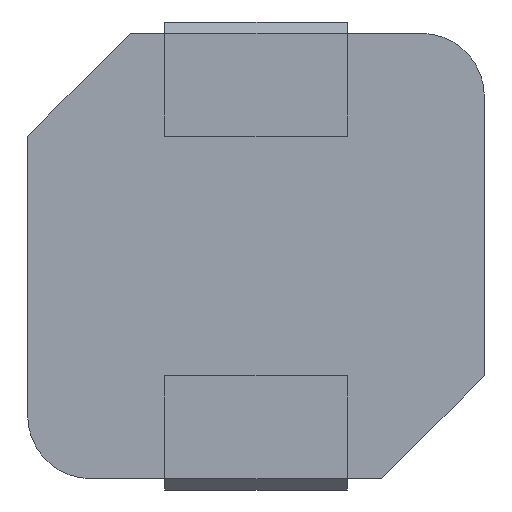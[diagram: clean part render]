
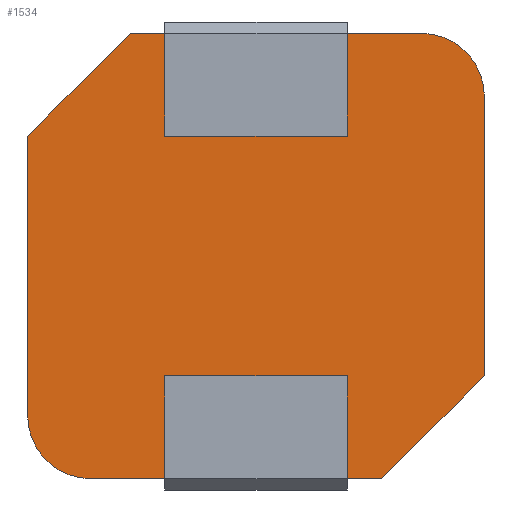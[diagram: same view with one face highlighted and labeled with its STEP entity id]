
A CAD part, front view. The second image highlights one B-rep face of the part: STEP entity #1534.
In plain terms, the highlighted planar face has unit normal (0, -1, 0).
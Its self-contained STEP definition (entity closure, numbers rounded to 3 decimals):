
#16 = CARTESIAN_POINT ( 'NONE',  ( -1.1, 0., 1.95 ) ) ;
#23 = CARTESIAN_POINT ( 'NONE',  ( -2., 0., 1.95 ) ) ;
#32 = LINE ( 'NONE', #415, #298 ) ;
#40 = EDGE_CURVE ( 'NONE', #93, #1263, #1022, .T. ) ;
#41 = DIRECTION ( 'NONE',  ( -1., 0., 0. ) ) ;
#52 = DIRECTION ( 'NONE',  ( 0., -1., 0. ) ) ;
#56 = DIRECTION ( 'NONE',  ( 0., 0., -1. ) ) ;
#69 = VECTOR ( 'NONE', #90, 1000. ) ;
#76 = VECTOR ( 'NONE', #1499, 1000. ) ;
#77 = EDGE_LOOP ( 'NONE', ( #774, #402, #1351, #429, #458, #1108, #790, #120, #1491, #839, #1134, #424, #1061, #791, #175, #1093 ) ) ;
#86 = LINE ( 'NONE', #215, #107 ) ;
#90 = DIRECTION ( 'NONE',  ( 1., 0., 0. ) ) ;
#93 = VERTEX_POINT ( 'NONE', #1555 ) ;
#107 = VECTOR ( 'NONE', #1070, 1000. ) ;
#108 = VECTOR ( 'NONE', #1243, 1000. ) ;
#120 = ORIENTED_EDGE ( 'NONE', *, *, #239, .T. ) ;
#136 = VERTEX_POINT ( 'NONE', #1141 ) ;
#146 = CIRCLE ( 'NONE', #1483, 0.55 ) ;
#149 = EDGE_CURVE ( 'NONE', #174, #812, #599, .T. ) ;
#174 = VERTEX_POINT ( 'NONE', #288 ) ;
#175 = ORIENTED_EDGE ( 'NONE', *, *, #1412, .F. ) ;
#181 = EDGE_CURVE ( 'NONE', #1413, #673, #1553, .T. ) ;
#201 = CIRCLE ( 'NONE', #703, 0.55 ) ;
#215 = CARTESIAN_POINT ( 'NONE',  ( 0.8, 0., 2.05 ) ) ;
#219 = LINE ( 'NONE', #516, #515 ) ;
#229 = VERTEX_POINT ( 'NONE', #1020 ) ;
#237 = VERTEX_POINT ( 'NONE', #1382 ) ;
#239 = EDGE_CURVE ( 'NONE', #229, #1263, #32, .T. ) ;
#262 = DIRECTION ( 'NONE',  ( 0., 0., -1. ) ) ;
#266 = VERTEX_POINT ( 'NONE', #299 ) ;
#267 = LINE ( 'NONE', #1525, #550 ) ;
#268 = VECTOR ( 'NONE', #1200, 1000. ) ;
#288 = CARTESIAN_POINT ( 'NONE',  ( 0.8, 0., 1.95 ) ) ;
#298 = VECTOR ( 'NONE', #784, 1000. ) ;
#299 = CARTESIAN_POINT ( 'NONE',  ( 0.8, 0., -1.95 ) ) ;
#306 = CARTESIAN_POINT ( 'NONE',  ( 2., 0., -1.05 ) ) ;
#342 = CARTESIAN_POINT ( 'NONE',  ( -0.8, 0., -1.05 ) ) ;
#375 = DIRECTION ( 'NONE',  ( 0., -1., 0. ) ) ;
#379 = CARTESIAN_POINT ( 'NONE',  ( -1.45, 0., -1.95 ) ) ;
#396 = CARTESIAN_POINT ( 'NONE',  ( -0.8, 0., 1.05 ) ) ;
#402 = ORIENTED_EDGE ( 'NONE', *, *, #1132, .T. ) ;
#409 = CARTESIAN_POINT ( 'NONE',  ( -0.8, 0., 2.05 ) ) ;
#415 = CARTESIAN_POINT ( 'NONE',  ( 1.525, 0., -1.525 ) ) ;
#424 = ORIENTED_EDGE ( 'NONE', *, *, #1443, .F. ) ;
#429 = ORIENTED_EDGE ( 'NONE', *, *, #1049, .T. ) ;
#432 = DIRECTION ( 'NONE',  ( -0.707, 0., -0.707 ) ) ;
#455 = CARTESIAN_POINT ( 'NONE',  ( 1.45, 0., 1.4 ) ) ;
#458 = ORIENTED_EDGE ( 'NONE', *, *, #181, .T. ) ;
#466 = VERTEX_POINT ( 'NONE', #1346 ) ;
#505 = DIRECTION ( 'NONE',  ( 1., 0., 0. ) ) ;
#515 = VECTOR ( 'NONE', #871, 1000. ) ;
#516 = CARTESIAN_POINT ( 'NONE',  ( -2., 0., -1.95 ) ) ;
#533 = LINE ( 'NONE', #1472, #108 ) ;
#550 = VECTOR ( 'NONE', #432, 1000. ) ;
#579 = DIRECTION ( 'NONE',  ( 0., 0., -1. ) ) ;
#597 = LINE ( 'NONE', #396, #76 ) ;
#599 = LINE ( 'NONE', #23, #675 ) ;
#616 = CARTESIAN_POINT ( 'NONE',  ( 0., 0., 0. ) ) ;
#631 = VECTOR ( 'NONE', #1366, 1000. ) ;
#641 = VECTOR ( 'NONE', #505, 1000. ) ;
#644 = EDGE_CURVE ( 'NONE', #237, #1459, #949, .T. ) ;
#673 = VERTEX_POINT ( 'NONE', #1128 ) ;
#675 = VECTOR ( 'NONE', #1375, 1000. ) ;
#696 = CARTESIAN_POINT ( 'NONE',  ( -0.8, 0., -1.95 ) ) ;
#703 = AXIS2_PLACEMENT_3D ( 'NONE', #1486, #52, #787 ) ;
#722 = CARTESIAN_POINT ( 'NONE',  ( 2., 0., 1.95 ) ) ;
#737 = PLANE ( 'NONE',  #1120 ) ;
#746 = EDGE_CURVE ( 'NONE', #1459, #136, #597, .T. ) ;
#774 = ORIENTED_EDGE ( 'NONE', *, *, #936, .F. ) ;
#782 = CARTESIAN_POINT ( 'NONE',  ( -2., 0., -1.95 ) ) ;
#784 = DIRECTION ( 'NONE',  ( 0.707, 0., 0.707 ) ) ;
#787 = DIRECTION ( 'NONE',  ( 0., 0., -1. ) ) ;
#790 = ORIENTED_EDGE ( 'NONE', *, *, #1197, .F. ) ;
#791 = ORIENTED_EDGE ( 'NONE', *, *, #644, .F. ) ;
#796 = LINE ( 'NONE', #782, #830 ) ;
#812 = VERTEX_POINT ( 'NONE', #924 ) ;
#816 = VERTEX_POINT ( 'NONE', #696 ) ;
#830 = VECTOR ( 'NONE', #41, 1000. ) ;
#832 = LINE ( 'NONE', #1332, #268 ) ;
#839 = ORIENTED_EDGE ( 'NONE', *, *, #1463, .T. ) ;
#871 = DIRECTION ( 'NONE',  ( -1., 0., 0. ) ) ;
#900 = VERTEX_POINT ( 'NONE', #16 ) ;
#922 = VECTOR ( 'NONE', #1448, 1000. ) ;
#924 = CARTESIAN_POINT ( 'NONE',  ( 1.45, 0., 1.95 ) ) ;
#936 = EDGE_CURVE ( 'NONE', #1434, #466, #832, .T. ) ;
#940 = LINE ( 'NONE', #1004, #631 ) ;
#949 = LINE ( 'NONE', #409, #988 ) ;
#988 = VECTOR ( 'NONE', #56, 1000. ) ;
#1004 = CARTESIAN_POINT ( 'NONE',  ( 0.8, 0., -2.05 ) ) ;
#1020 = CARTESIAN_POINT ( 'NONE',  ( 1.1, 0., -1.95 ) ) ;
#1022 = LINE ( 'NONE', #722, #922 ) ;
#1040 = EDGE_CURVE ( 'NONE', #816, #1090, #219, .T. ) ;
#1049 = EDGE_CURVE ( 'NONE', #816, #1413, #533, .T. ) ;
#1061 = ORIENTED_EDGE ( 'NONE', *, *, #746, .F. ) ;
#1070 = DIRECTION ( 'NONE',  ( 0., 0., 1. ) ) ;
#1090 = VERTEX_POINT ( 'NONE', #379 ) ;
#1093 = ORIENTED_EDGE ( 'NONE', *, *, #1361, .T. ) ;
#1108 = ORIENTED_EDGE ( 'NONE', *, *, #1216, .T. ) ;
#1120 = AXIS2_PLACEMENT_3D ( 'NONE', #616, #375, #262 ) ;
#1128 = CARTESIAN_POINT ( 'NONE',  ( 0.8, 0., -1.05 ) ) ;
#1132 = EDGE_CURVE ( 'NONE', #1434, #1090, #201, .T. ) ;
#1134 = ORIENTED_EDGE ( 'NONE', *, *, #149, .F. ) ;
#1141 = CARTESIAN_POINT ( 'NONE',  ( 0.8, 0., 1.05 ) ) ;
#1178 = CARTESIAN_POINT ( 'NONE',  ( -2., 0., -1.4 ) ) ;
#1197 = EDGE_CURVE ( 'NONE', #229, #266, #796, .T. ) ;
#1200 = DIRECTION ( 'NONE',  ( 0., 0., 1. ) ) ;
#1216 = EDGE_CURVE ( 'NONE', #673, #266, #940, .T. ) ;
#1217 = CARTESIAN_POINT ( 'NONE',  ( -0.8, 0., -1.05 ) ) ;
#1243 = DIRECTION ( 'NONE',  ( 0., 0., 1. ) ) ;
#1250 = LINE ( 'NONE', #1414, #69 ) ;
#1263 = VERTEX_POINT ( 'NONE', #306 ) ;
#1268 = FACE_OUTER_BOUND ( 'NONE', #77, .T. ) ;
#1302 = CARTESIAN_POINT ( 'NONE',  ( -0.8, 0., 1.05 ) ) ;
#1312 = DIRECTION ( 'NONE',  ( 0., -1., 0. ) ) ;
#1332 = CARTESIAN_POINT ( 'NONE',  ( -2., 0., 1.95 ) ) ;
#1346 = CARTESIAN_POINT ( 'NONE',  ( -2., 0., 1.05 ) ) ;
#1351 = ORIENTED_EDGE ( 'NONE', *, *, #1040, .F. ) ;
#1361 = EDGE_CURVE ( 'NONE', #900, #466, #267, .T. ) ;
#1366 = DIRECTION ( 'NONE',  ( 0., 0., -1. ) ) ;
#1375 = DIRECTION ( 'NONE',  ( 1., 0., 0. ) ) ;
#1382 = CARTESIAN_POINT ( 'NONE',  ( -0.8, 0., 1.95 ) ) ;
#1412 = EDGE_CURVE ( 'NONE', #900, #237, #1250, .T. ) ;
#1413 = VERTEX_POINT ( 'NONE', #342 ) ;
#1414 = CARTESIAN_POINT ( 'NONE',  ( -2., 0., 1.95 ) ) ;
#1434 = VERTEX_POINT ( 'NONE', #1178 ) ;
#1443 = EDGE_CURVE ( 'NONE', #136, #174, #86, .T. ) ;
#1448 = DIRECTION ( 'NONE',  ( 0., 0., -1. ) ) ;
#1459 = VERTEX_POINT ( 'NONE', #1302 ) ;
#1463 = EDGE_CURVE ( 'NONE', #93, #812, #146, .T. ) ;
#1472 = CARTESIAN_POINT ( 'NONE',  ( -0.8, 0., -2.05 ) ) ;
#1483 = AXIS2_PLACEMENT_3D ( 'NONE', #455, #1312, #579 ) ;
#1486 = CARTESIAN_POINT ( 'NONE',  ( -1.45, 0., -1.4 ) ) ;
#1491 = ORIENTED_EDGE ( 'NONE', *, *, #40, .F. ) ;
#1499 = DIRECTION ( 'NONE',  ( 1., 0., 0. ) ) ;
#1525 = CARTESIAN_POINT ( 'NONE',  ( -1.525, 0., 1.525 ) ) ;
#1534 = ADVANCED_FACE ( 'NONE', ( #1268 ), #737, .T. ) ;
#1553 = LINE ( 'NONE', #1217, #641 ) ;
#1555 = CARTESIAN_POINT ( 'NONE',  ( 2., 0., 1.4 ) ) ;
